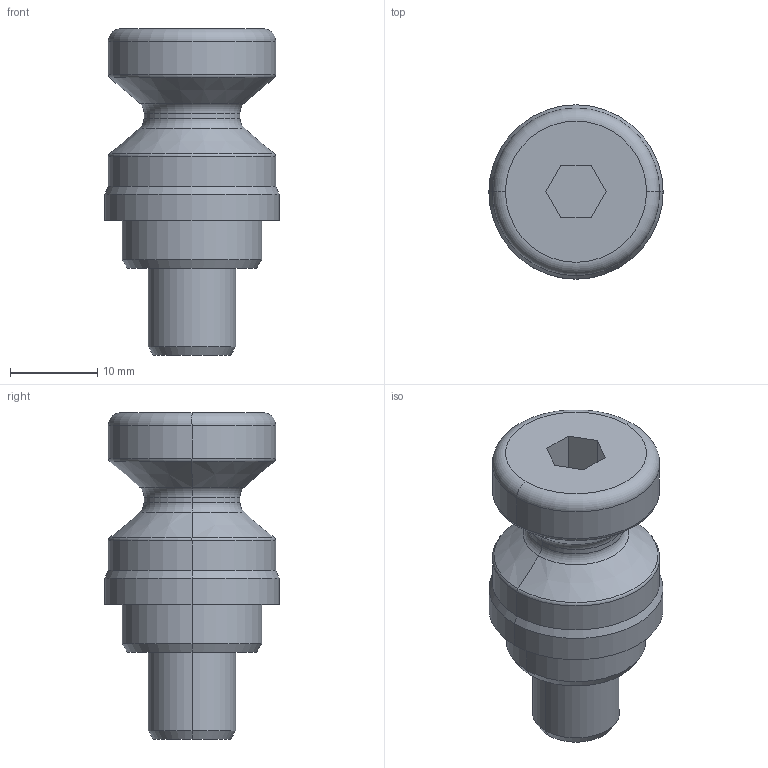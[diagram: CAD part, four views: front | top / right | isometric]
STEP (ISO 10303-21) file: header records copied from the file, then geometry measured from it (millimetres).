
FILE_DESCRIPTION (( 'STEP AP203' ), '1' );
FILE_NAME ('20.STEP', '2025-03-14T07:14:42', ( '微软用户' ), ( '微软中国' ), 'SwSTEP 2.0', 'SolidWorks 2016', '' );
FILE_SCHEMA (( 'CONFIG_CONTROL_DESIGN' ));
Length unit declared in the file: millimetre
Products named in the file (1): 20
Bounding box: 20 x 20 x 37.5 mm (x, y, z)
Volume: 7011.4 mm3; surface area: 2591.4 mm2
Topology: 1 solids, 1 shells, 43 faces, 88 edges, 50 vertices
Faces by surface type: cylinder 12, plane 11, cone 10, torus 10
Entity records: 1199 total; most frequent: DIRECTION 224, CARTESIAN_POINT 182, ORIENTED_EDGE 176, AXIS2_PLACEMENT_3D 92, EDGE_CURVE 88, VERTEX_POINT 50, CIRCLE 48, EDGE_LOOP 46
